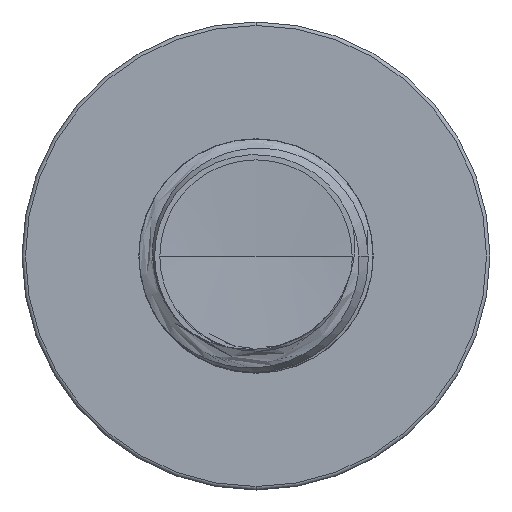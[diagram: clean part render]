
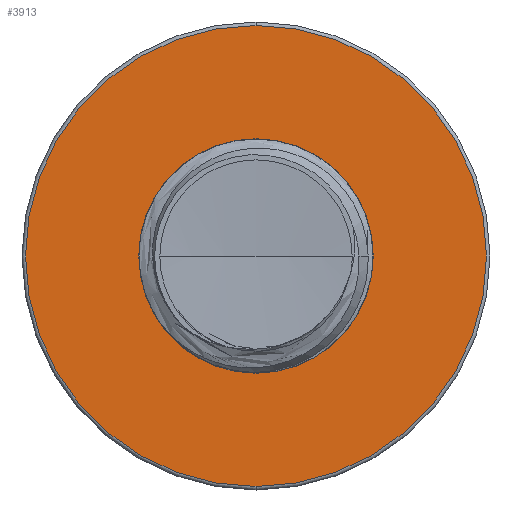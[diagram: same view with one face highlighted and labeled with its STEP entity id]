
A CAD part, front view. The second image highlights one B-rep face of the part: STEP entity #3913.
In plain terms, the highlighted planar face has unit normal (0, -1, 0).
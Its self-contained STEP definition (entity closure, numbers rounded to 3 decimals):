
#599 = CARTESIAN_POINT ( 'NONE',  ( 0., 7., 0. ) ) ;
#848 = VERTEX_POINT ( 'NONE', #14802 ) ;
#2112 = DIRECTION ( 'NONE',  ( 0., 0., -1. ) ) ;
#3257 = AXIS2_PLACEMENT_3D ( 'NONE', #5364, #18091, #7241 ) ;
#3515 = DIRECTION ( 'NONE',  ( 0., -1., 0. ) ) ;
#3913 = ADVANCED_FACE ( 'NONE', ( #15866, #5435 ), #4075, .T. ) ;
#4044 = DIRECTION ( 'NONE',  ( 0., 0., -1. ) ) ;
#4070 = DIRECTION ( 'NONE',  ( 0., -1., 0. ) ) ;
#4075 = PLANE ( 'NONE',  #16806 ) ;
#4382 = CARTESIAN_POINT ( 'NONE',  ( 0., 7., 1.754 ) ) ;
#5364 = CARTESIAN_POINT ( 'NONE',  ( 0., 7., 0. ) ) ;
#5435 = FACE_BOUND ( 'NONE', #17841, .T. ) ;
#6572 = DIRECTION ( 'NONE',  ( 0., 0., -1. ) ) ;
#6603 = DIRECTION ( 'NONE',  ( 0., -1., 0. ) ) ;
#6630 = CARTESIAN_POINT ( 'NONE',  ( 0., 7., 0. ) ) ;
#7020 = CARTESIAN_POINT ( 'NONE',  ( 0., 7., 3.447 ) ) ;
#7164 = AXIS2_PLACEMENT_3D ( 'NONE', #6630, #6603, #6572 ) ;
#7241 = DIRECTION ( 'NONE',  ( 0., 0., -1. ) ) ;
#7826 = VERTEX_POINT ( 'NONE', #16362 ) ;
#8211 = ORIENTED_EDGE ( 'NONE', *, *, #17076, .T. ) ;
#9944 = VERTEX_POINT ( 'NONE', #7020 ) ;
#10052 = EDGE_CURVE ( 'NONE', #7826, #848, #11248, .T. ) ;
#10832 = AXIS2_PLACEMENT_3D ( 'NONE', #14730, #3515, #16465 ) ;
#11248 = CIRCLE ( 'NONE', #7164, 1.754 ) ;
#11772 = ORIENTED_EDGE ( 'NONE', *, *, #19866, .F. ) ;
#12820 = ORIENTED_EDGE ( 'NONE', *, *, #10052, .F. ) ;
#13150 = VERTEX_POINT ( 'NONE', #18016 ) ;
#13324 = DIRECTION ( 'NONE',  ( 0., -1., 0. ) ) ;
#13757 = EDGE_LOOP ( 'NONE', ( #19543, #8211 ) ) ;
#14685 = CIRCLE ( 'NONE', #3257, 3.447 ) ;
#14730 = CARTESIAN_POINT ( 'NONE',  ( 0., 7., 0. ) ) ;
#14802 = CARTESIAN_POINT ( 'NONE',  ( 0., 7., 1.754 ) ) ;
#15200 = CIRCLE ( 'NONE', #21946, 1.754 ) ;
#15866 = FACE_OUTER_BOUND ( 'NONE', #13757, .T. ) ;
#16362 = CARTESIAN_POINT ( 'NONE',  ( 0., 7., -1.754 ) ) ;
#16465 = DIRECTION ( 'NONE',  ( 0., 0., -1. ) ) ;
#16806 = AXIS2_PLACEMENT_3D ( 'NONE', #4382, #4070, #4044 ) ;
#17076 = EDGE_CURVE ( 'NONE', #9944, #13150, #14685, .T. ) ;
#17160 = EDGE_CURVE ( 'NONE', #13150, #9944, #18641, .T. ) ;
#17841 = EDGE_LOOP ( 'NONE', ( #12820, #11772 ) ) ;
#18016 = CARTESIAN_POINT ( 'NONE',  ( 0., 7., -3.447 ) ) ;
#18091 = DIRECTION ( 'NONE',  ( 0., -1., 0. ) ) ;
#18641 = CIRCLE ( 'NONE', #10832, 3.447 ) ;
#19543 = ORIENTED_EDGE ( 'NONE', *, *, #17160, .T. ) ;
#19866 = EDGE_CURVE ( 'NONE', #848, #7826, #15200, .T. ) ;
#21946 = AXIS2_PLACEMENT_3D ( 'NONE', #599, #13324, #2112 ) ;
